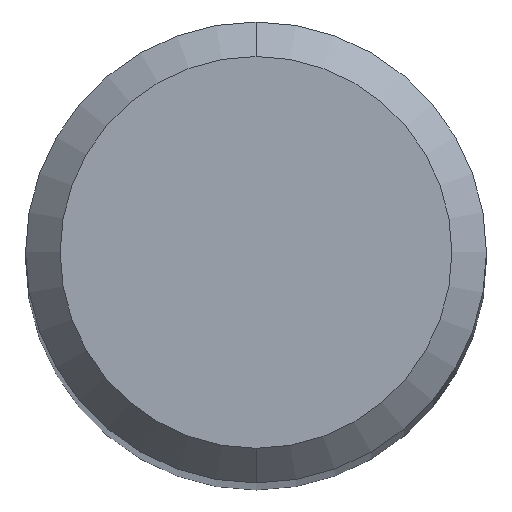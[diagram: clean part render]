
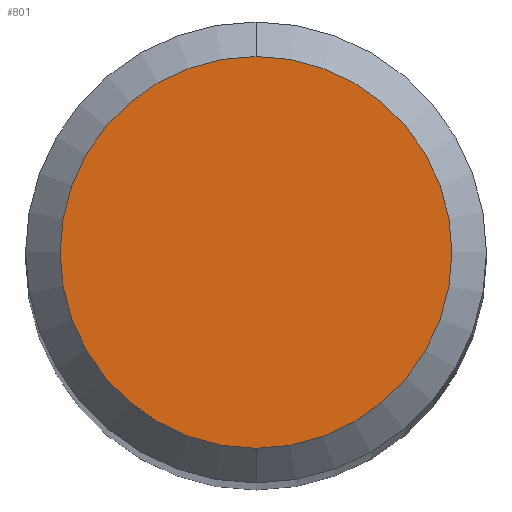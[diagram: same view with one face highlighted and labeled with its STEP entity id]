
A CAD part, top view. The second image highlights one B-rep face of the part: STEP entity #801.
In plain terms, the highlighted planar face has unit normal (0, 0, 1).
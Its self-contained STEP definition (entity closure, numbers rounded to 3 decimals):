
#401=VERTEX_POINT('',#1070);
#627=EDGE_CURVE('',#849,#401,#1318,.T.);
#801=ADVANCED_FACE('',(#1510),#1511,.T.);
#821=EDGE_CURVE('',#401,#849,#1534,.T.);
#849=VERTEX_POINT('',#1563);
#1070=CARTESIAN_POINT('',(0.,-1.7,0.0));
#1318=CIRCLE('',#2646,1.7);
#1510=FACE_OUTER_BOUND('',#3215,.T.);
#1511=PLANE('',#3216);
#1534=CIRCLE('',#3284,1.7);
#1563=CARTESIAN_POINT('',(0.0,1.7,0.0));
#2646=AXIS2_PLACEMENT_3D('',#4251,#4252,#4253);
#3215=EDGE_LOOP('',(#4512,#4513));
#3216=AXIS2_PLACEMENT_3D('',#4514,#4515,#4516);
#3284=AXIS2_PLACEMENT_3D('',#4548,#4549,#4550);
#4251=CARTESIAN_POINT('',(0.0,0.0,0.0));
#4252=DIRECTION('',(0.0,0.0,-1.0));
#4253=DIRECTION('',(0.0,1.0,0.0));
#4512=ORIENTED_EDGE('',*,*,#627,.F.);
#4513=ORIENTED_EDGE('',*,*,#821,.F.);
#4514=CARTESIAN_POINT('',(0.0,0.85,0.0));
#4515=DIRECTION('',(-0.0,0.0,1.0));
#4516=DIRECTION('',(0.0,-1.0,0.0));
#4548=CARTESIAN_POINT('',(0.0,0.0,0.0));
#4549=DIRECTION('',(0.0,0.0,-1.0));
#4550=DIRECTION('',(0.0,1.0,0.0));
